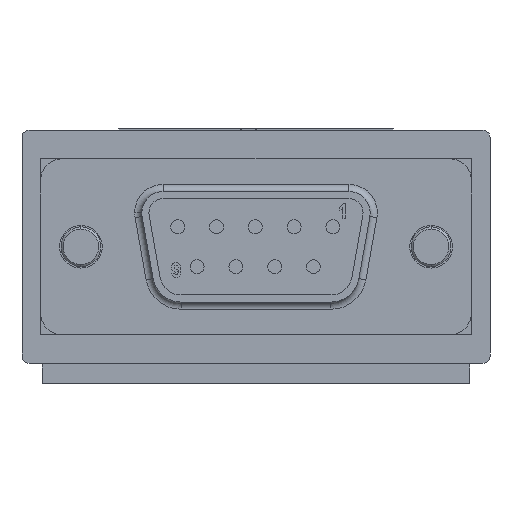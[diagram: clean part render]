
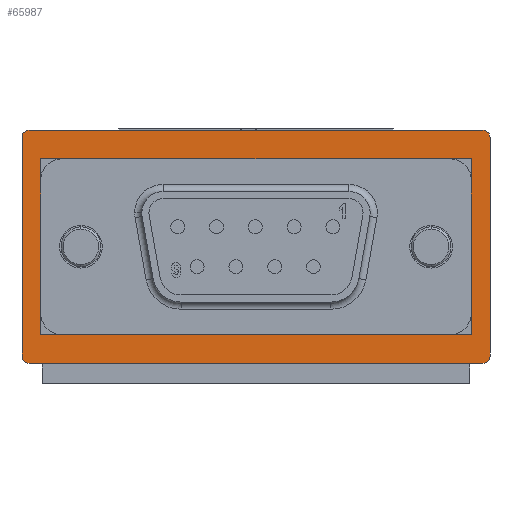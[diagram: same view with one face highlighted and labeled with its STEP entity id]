
A CAD part, left-side view. The second image highlights one B-rep face of the part: STEP entity #65987.
In plain terms, the highlighted planar face has unit normal (-1, 0, 0).
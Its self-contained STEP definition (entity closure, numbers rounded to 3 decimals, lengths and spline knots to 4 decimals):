
#32618 = CARTESIAN_POINT ( 'NONE',  ( -1.04, 0.9925, 0.247 ) ) ;
#32619 = LINE ( 'NONE', #32618, #32718 ) ;
#32716 = DIRECTION ( 'NONE',  ( 0., 0., 1. ) ) ;
#32718 = VECTOR ( 'NONE', #32716, 39.3701 ) ;
#33258 = CARTESIAN_POINT ( 'NONE',  ( -1.04, -0.25, 0.327 ) ) ;
#33262 = LINE ( 'NONE', #33351, #33343 ) ;
#33267 = CARTESIAN_POINT ( 'NONE',  ( -1.04, -0.25, -0.307 ) ) ;
#33269 = CARTESIAN_POINT ( 'NONE',  ( -1.04, 1.045, -0.307 ) ) ;
#33307 = DIRECTION ( 'NONE',  ( 1., 0., 0. ) ) ;
#33309 = DIRECTION ( 'NONE',  ( 0., 0., -1. ) ) ;
#33311 = DIRECTION ( 'NONE',  ( -1., 0., 0. ) ) ;
#33313 = AXIS2_PLACEMENT_3D ( 'NONE', #33323, #33311, #33309 ) ;
#33323 = CARTESIAN_POINT ( 'NONE',  ( -1.04, -0.25, 0.307 ) ) ;
#33324 = LINE ( 'NONE', #33437, #33436 ) ;
#33327 = CIRCLE ( 'NONE', #33313, 0.02 ) ;
#33328 = DIRECTION ( 'NONE',  ( 0., 0., -1. ) ) ;
#33330 = DIRECTION ( 'NONE',  ( -1., 0., 0. ) ) ;
#33331 = CARTESIAN_POINT ( 'NONE',  ( -1.04, -0.2175, 0.247 ) ) ;
#33333 = AXIS2_PLACEMENT_3D ( 'NONE', #33423, #33307, #33391 ) ;
#33335 = CARTESIAN_POINT ( 'NONE',  ( -1.04, -0.27, 0.307 ) ) ;
#33337 = DIRECTION ( 'NONE',  ( 0., 0., -1. ) ) ;
#33338 = VECTOR ( 'NONE', #33337, 39.3701 ) ;
#33340 = CARTESIAN_POINT ( 'NONE',  ( -1.04, 1.045, 0.327 ) ) ;
#33342 = DIRECTION ( 'NONE',  ( 0., 0., -1. ) ) ;
#33343 = VECTOR ( 'NONE', #33342, 39.3701 ) ;
#33346 = LINE ( 'NONE', #33340, #33338 ) ;
#33348 = CIRCLE ( 'NONE', #33353, 0.02 ) ;
#33351 = CARTESIAN_POINT ( 'NONE',  ( -1.04, -0.27, 0.327 ) ) ;
#33353 = AXIS2_PLACEMENT_3D ( 'NONE', #33267, #33330, #33328 ) ;
#33382 = DIRECTION ( 'NONE',  ( 0., -1., 0. ) ) ;
#33384 = VECTOR ( 'NONE', #33382, 39.3701 ) ;
#33391 = DIRECTION ( 'NONE',  ( 0., 0., -1. ) ) ;
#33394 = CARTESIAN_POINT ( 'NONE',  ( -1.04, -0.27, -0.327 ) ) ;
#33395 = LINE ( 'NONE', #33394, #33384 ) ;
#33411 = FACE_BOUND ( 'NONE', #66041, .T. ) ;
#33414 = PLANE ( 'NONE',  #33333 ) ;
#33423 = CARTESIAN_POINT ( 'NONE',  ( -1.04, -0.27, 0.327 ) ) ;
#33432 = FACE_OUTER_BOUND ( 'NONE', #65932, .T. ) ;
#33434 = DIRECTION ( 'NONE',  ( 0., -1., 0. ) ) ;
#33436 = VECTOR ( 'NONE', #33434, 39.3701 ) ;
#33437 = CARTESIAN_POINT ( 'NONE',  ( -1.04, -0.27, 0.327 ) ) ;
#33439 = CARTESIAN_POINT ( 'NONE',  ( -1.04, 1.045, 0.307 ) ) ;
#33522 = DIRECTION ( 'NONE',  ( 0., 1., 0. ) ) ;
#33523 = VECTOR ( 'NONE', #33522, 39.3701 ) ;
#33567 = CARTESIAN_POINT ( 'NONE',  ( -1.04, 0.9925, -0.247 ) ) ;
#33569 = LINE ( 'NONE', #33567, #33523 ) ;
#33599 = CIRCLE ( 'NONE', #33740, 0.02 ) ;
#33601 = DIRECTION ( 'NONE',  ( 0., 0., -1. ) ) ;
#33602 = VECTOR ( 'NONE', #33601, 39.3701 ) ;
#33604 = CARTESIAN_POINT ( 'NONE',  ( -1.04, -0.2175, 0.247 ) ) ;
#33605 = LINE ( 'NONE', #33604, #33602 ) ;
#33607 = CARTESIAN_POINT ( 'NONE',  ( -1.04, 1.025, -0.327 ) ) ;
#33610 = CARTESIAN_POINT ( 'NONE',  ( -1.04, 1.025, -0.307 ) ) ;
#33614 = DIRECTION ( 'NONE',  ( 0., -1., 0. ) ) ;
#33616 = VECTOR ( 'NONE', #33614, 39.3701 ) ;
#33618 = CARTESIAN_POINT ( 'NONE',  ( -1.04, 0.9925, 0.247 ) ) ;
#33619 = LINE ( 'NONE', #33618, #33616 ) ;
#33622 = CARTESIAN_POINT ( 'NONE',  ( -1.04, -0.25, -0.327 ) ) ;
#33627 = CARTESIAN_POINT ( 'NONE',  ( -1.04, -0.27, -0.307 ) ) ;
#33632 = DIRECTION ( 'NONE',  ( 0., 0., -1. ) ) ;
#33635 = DIRECTION ( 'NONE',  ( -1., 0., 0. ) ) ;
#33637 = CARTESIAN_POINT ( 'NONE',  ( -1.04, 1.025, 0.307 ) ) ;
#33639 = AXIS2_PLACEMENT_3D ( 'NONE', #33637, #33635, #33632 ) ;
#33643 = CARTESIAN_POINT ( 'NONE',  ( -1.04, -0.2175, -0.247 ) ) ;
#33646 = CARTESIAN_POINT ( 'NONE',  ( -1.04, 0.9925, -0.247 ) ) ;
#33648 = CARTESIAN_POINT ( 'NONE',  ( -1.04, 0.9925, 0.247 ) ) ;
#33651 = CARTESIAN_POINT ( 'NONE',  ( -1.04, 1.025, 0.327 ) ) ;
#33654 = CIRCLE ( 'NONE', #33639, 0.02 ) ;
#33737 = DIRECTION ( 'NONE',  ( 0., 0., -1. ) ) ;
#33739 = DIRECTION ( 'NONE',  ( -1., 0., 0. ) ) ;
#33740 = AXIS2_PLACEMENT_3D ( 'NONE', #33610, #33739, #33737 ) ;
#65932 = EDGE_LOOP ( 'NONE', ( #65988, #65967, #66049, #65975, #65973, #66034, #66037, #66040 ) ) ;
#65967 = ORIENTED_EDGE ( 'NONE', *, *, #65970, .T. ) ;
#65968 = EDGE_CURVE ( 'NONE', #65971, #66046, #33262, .T. ) ;
#65969 = EDGE_CURVE ( 'NONE', #65981, #65972, #33346, .T. ) ;
#65970 = EDGE_CURVE ( 'NONE', #66048, #66046, #33348, .T. ) ;
#65971 = VERTEX_POINT ( 'NONE', #33335 ) ;
#65972 = VERTEX_POINT ( 'NONE', #33269 ) ;
#65973 = ORIENTED_EDGE ( 'NONE', *, *, #65979, .F. ) ;
#65975 = ORIENTED_EDGE ( 'NONE', *, *, #65976, .T. ) ;
#65976 = EDGE_CURVE ( 'NONE', #65971, #65978, #33327, .T. ) ;
#65977 = VERTEX_POINT ( 'NONE', #33331 ) ;
#65978 = VERTEX_POINT ( 'NONE', #33258 ) ;
#65979 = EDGE_CURVE ( 'NONE', #66047, #65978, #33324, .T. ) ;
#65981 = VERTEX_POINT ( 'NONE', #33439 ) ;
#65987 = ADVANCED_FACE ( 'NONE', ( #33432, #33411 ), #33414, .F. ) ;
#65988 = ORIENTED_EDGE ( 'NONE', *, *, #65989, .T. ) ;
#65989 = EDGE_CURVE ( 'NONE', #66045, #66048, #33395, .T. ) ;
#66022 = EDGE_CURVE ( 'NONE', #66033, #66039, #33569, .T. ) ;
#66025 = EDGE_CURVE ( 'NONE', #66039, #66036, #32619, .T. ) ;
#66031 = EDGE_CURVE ( 'NONE', #66047, #65981, #33654, .T. ) ;
#66032 = ORIENTED_EDGE ( 'NONE', *, *, #66022, .T. ) ;
#66033 = VERTEX_POINT ( 'NONE', #33643 ) ;
#66034 = ORIENTED_EDGE ( 'NONE', *, *, #66031, .T. ) ;
#66035 = ORIENTED_EDGE ( 'NONE', *, *, #66025, .T. ) ;
#66036 = VERTEX_POINT ( 'NONE', #33648 ) ;
#66037 = ORIENTED_EDGE ( 'NONE', *, *, #65969, .T. ) ;
#66038 = EDGE_CURVE ( 'NONE', #66036, #65977, #33619, .T. ) ;
#66039 = VERTEX_POINT ( 'NONE', #33646 ) ;
#66040 = ORIENTED_EDGE ( 'NONE', *, *, #66050, .T. ) ;
#66041 = EDGE_LOOP ( 'NONE', ( #66042, #66043, #66032, #66035 ) ) ;
#66042 = ORIENTED_EDGE ( 'NONE', *, *, #66038, .T. ) ;
#66043 = ORIENTED_EDGE ( 'NONE', *, *, #66044, .T. ) ;
#66044 = EDGE_CURVE ( 'NONE', #65977, #66033, #33605, .T. ) ;
#66045 = VERTEX_POINT ( 'NONE', #33607 ) ;
#66046 = VERTEX_POINT ( 'NONE', #33627 ) ;
#66047 = VERTEX_POINT ( 'NONE', #33651 ) ;
#66048 = VERTEX_POINT ( 'NONE', #33622 ) ;
#66049 = ORIENTED_EDGE ( 'NONE', *, *, #65968, .F. ) ;
#66050 = EDGE_CURVE ( 'NONE', #65972, #66045, #33599, .T. ) ;
